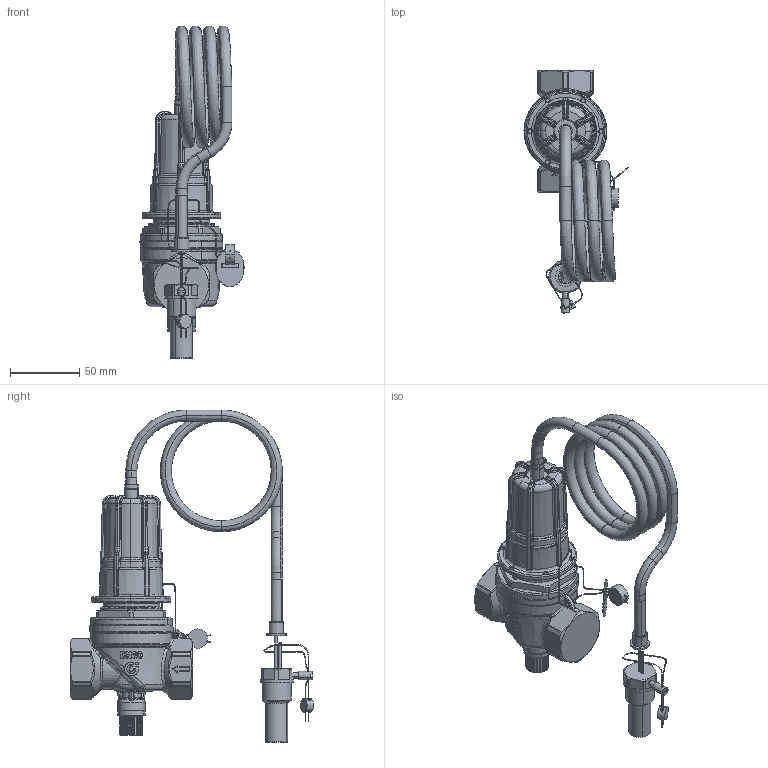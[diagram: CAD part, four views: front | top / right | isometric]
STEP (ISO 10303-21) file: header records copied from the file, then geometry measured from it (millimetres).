
FILE_DESCRIPTION(('CATIA V5 STEP Exchange'),'2;1');
FILE_NAME('STEP_540050_-_TST.stp','2017-03-24T16:03:52+00:00',('none'),('none'),'CATIA Version 5-6 Release 2014 SP5','CATIA V5 STEP AP203','none');
FILE_SCHEMA(('CONFIG_CONTROL_DESIGN'));
Products named in the file (1): 540050 - TST
Bounding box: 75.17 x 175.65 x 239.95 mm (x, y, z)
Volume: 372498.4 mm3; surface area: 71514.8 mm2
Topology: 5 solids, 7 shells, 1689 faces, 4126 edges, 2410 vertices
Faces by surface type: bspline 524, cylinder 463, plane 301, torus 227, cone 152, sphere 16, revolution 6
Entity records: 71314 total; most frequent: CARTESIAN_POINT 39783, ORIENTED_EDGE 8116, EDGE_CURVE 4058, DIRECTION 3583, VERTEX_POINT 2410, B_SPLINE_CURVE_WITH_KNOTS 1973, AXIS2_PLACEMENT_3D 1956, EDGE_LOOP 1742
